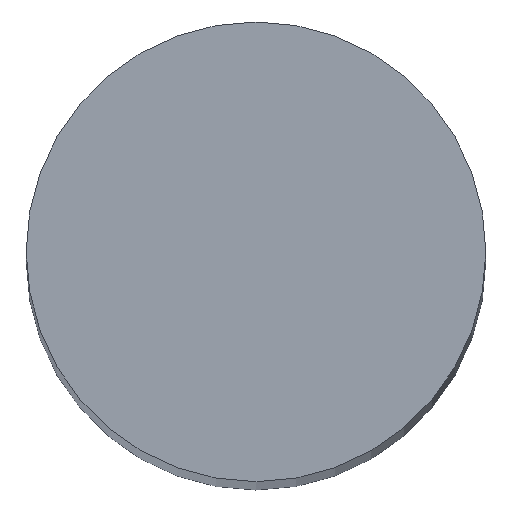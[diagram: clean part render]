
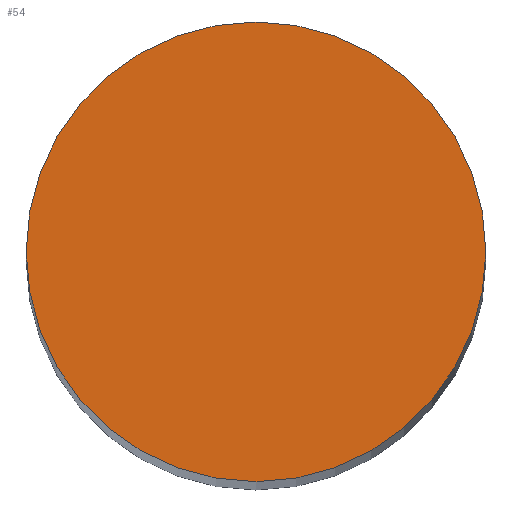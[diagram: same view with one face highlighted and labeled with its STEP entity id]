
A CAD part, top view. The second image highlights one B-rep face of the part: STEP entity #54.
In plain terms, the highlighted planar face has unit normal (0, 0, 1).
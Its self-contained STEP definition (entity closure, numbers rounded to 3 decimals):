
#1 = DIRECTION ( 'NONE',  ( 0., 0., 1. ) ) ;
#4 = ORIENTED_EDGE ( 'NONE', *, *, #52, .T. ) ;
#6 = CIRCLE ( 'NONE', #151, 5. ) ;
#7 = ORIENTED_EDGE ( 'NONE', *, *, #39, .T. ) ;
#18 = CARTESIAN_POINT ( 'NONE',  ( 0., 0., 104. ) ) ;
#39 = EDGE_CURVE ( 'NONE', #47, #117, #6, .T. ) ;
#43 = CARTESIAN_POINT ( 'NONE',  ( 0., 0., 104. ) ) ;
#47 = VERTEX_POINT ( 'NONE', #162 ) ;
#52 = EDGE_CURVE ( 'NONE', #117, #47, #125, .T. ) ;
#53 = EDGE_LOOP ( 'NONE', ( #4, #7 ) ) ;
#54 = ADVANCED_FACE ( 'NONE', ( #144 ), #120, .T. ) ;
#60 = DIRECTION ( 'NONE',  ( 1., 0., 0. ) ) ;
#61 = CARTESIAN_POINT ( 'NONE',  ( 0., 0., 104. ) ) ;
#81 = AXIS2_PLACEMENT_3D ( 'NONE', #18, #101, #60 ) ;
#101 = DIRECTION ( 'NONE',  ( 0., 0., 1. ) ) ;
#102 = DIRECTION ( 'NONE',  ( 1., 0., 0. ) ) ;
#108 = DIRECTION ( 'NONE',  ( 1., 0., 0. ) ) ;
#109 = DIRECTION ( 'NONE',  ( 0., 0., 1. ) ) ;
#117 = VERTEX_POINT ( 'NONE', #136 ) ;
#120 = PLANE ( 'NONE',  #126 ) ;
#125 = CIRCLE ( 'NONE', #81, 5. ) ;
#126 = AXIS2_PLACEMENT_3D ( 'NONE', #61, #109, #102 ) ;
#136 = CARTESIAN_POINT ( 'NONE',  ( -5., 0., 104. ) ) ;
#144 = FACE_OUTER_BOUND ( 'NONE', #53, .T. ) ;
#151 = AXIS2_PLACEMENT_3D ( 'NONE', #43, #1, #108 ) ;
#162 = CARTESIAN_POINT ( 'NONE',  ( 5., 0., 104. ) ) ;
